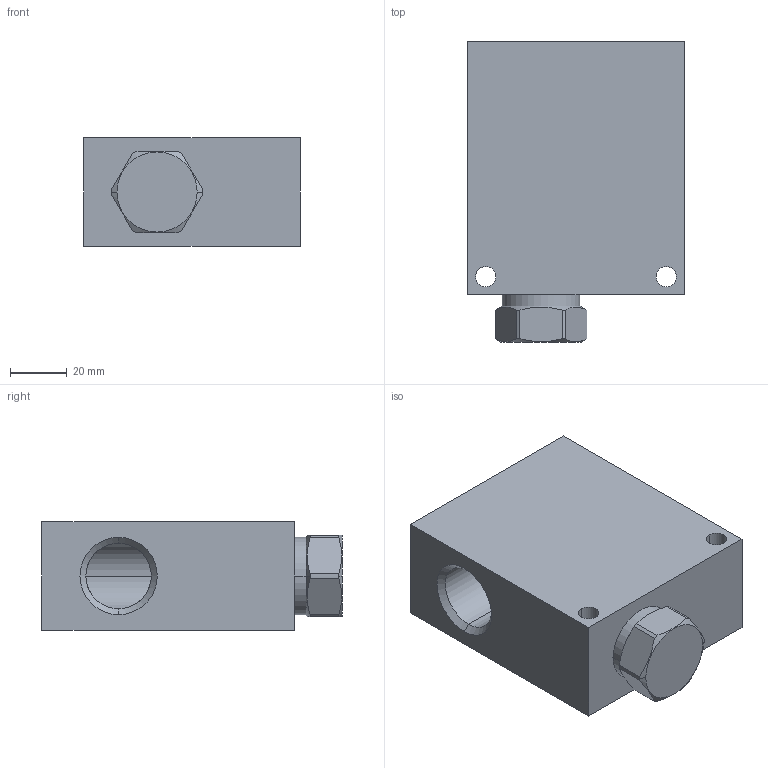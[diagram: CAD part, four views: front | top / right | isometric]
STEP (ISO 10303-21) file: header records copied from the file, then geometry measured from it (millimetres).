
FILE_DESCRIPTION((''),'2;1');
FILE_NAME('CND_ASM','2020-03-02T',('ProEService'),(''),'PRO/ENGINEER BY PARAMETRIC TECHNOLOGY CORPORATION, 2014200','PRO/ENGINEER BY PARAMETRIC TECHNOLOGY CORPORATION, 2014200','');
FILE_SCHEMA(('CONFIG_CONTROL_DESIGN'));
Length unit declared in the file: inch
Products named in the file (3): 150-051-003; CXFAXAN; CND_ASM
Assembly tree (2 placements, depth 2):
  CND_ASM
    150-051-003
    CXFAXAN
Bounding box: 76.2 x 105.56 x 38.1 mm (x, y, z)
Volume: 208872.5 mm3; surface area: 45751 mm2
Topology: 4 solids, 4 shells, 164 faces, 544 edges, 463 vertices
Faces by surface type: cylinder 64, cone 39, plane 29, torus 24, revolution 8
Entity records: 6958 total; most frequent: CARTESIAN_POINT 2196, DIRECTION 1036, ORIENTED_EDGE 732, AXIS2_PLACEMENT_3D 367, EDGE_CURVE 366, VECTOR 294, LINE 294, VERTEX_POINT 219
